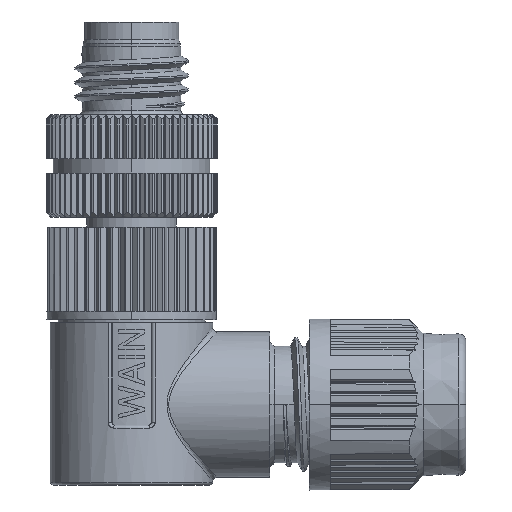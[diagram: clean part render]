
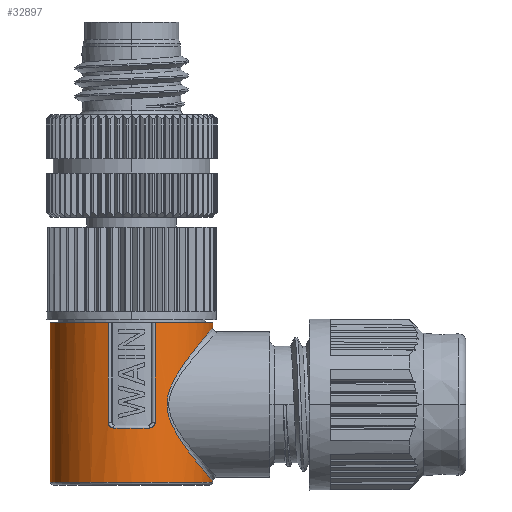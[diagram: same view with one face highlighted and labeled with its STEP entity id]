
A CAD part, left-side view. The second image highlights one B-rep face of the part: STEP entity #32897.
In plain terms, the highlighted cylindrical face has radius 5.7 mm (diameter 11.4 mm), a partial arc.
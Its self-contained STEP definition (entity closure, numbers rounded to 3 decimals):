
#11114=CARTESIAN_POINT('',(0.,0.,-6.7));
#11115=DIRECTION('',(0.,0.,-1.));
#11116=DIRECTION('',(-0.957,0.289,0.));
#11117=AXIS2_PLACEMENT_3D('',#11114,#11115,#11116);
#11133=CARTESIAN_POINT('',(0.,0.,-6.7));
#11134=DIRECTION('',(0.,0.,-1.));
#11135=DIRECTION('',(0.,-1.,0.));
#11136=AXIS2_PLACEMENT_3D('',#11133,#11134,#11135);
#11725=CARTESIAN_POINT('',(0.,-5.7,-7.05));
#11726=CARTESIAN_POINT('',(-0.146,-5.7,
-7.05));
#11727=CARTESIAN_POINT('',(-0.434,-5.689,
-7.063));
#11728=CARTESIAN_POINT('',(-0.842,-5.642,
-7.117));
#11729=CARTESIAN_POINT('',(-1.24,-5.568,
-7.205));
#11730=CARTESIAN_POINT('',(-1.599,-5.475,
-7.314));
#11731=CARTESIAN_POINT('',(-1.965,-5.356,
-7.455));
#11732=CARTESIAN_POINT('',(-2.357,-5.196,
-7.646));
#11733=CARTESIAN_POINT('',(-2.749,-5.,
-7.882));
#11734=CARTESIAN_POINT('',(-3.119,-4.777,
-8.154));
#11735=CARTESIAN_POINT('',(-3.475,-4.526,
-8.467));
#11736=CARTESIAN_POINT('',(-3.812,-4.245,
-8.825));
#11737=CARTESIAN_POINT('',(-4.104,-3.962,
-9.199));
#11738=CARTESIAN_POINT('',(-4.339,-3.701,
-9.56));
#11739=CARTESIAN_POINT('',(-4.522,-3.473,
-9.892));
#11740=CARTESIAN_POINT('',(-4.666,-3.277,
-10.198));
#11741=CARTESIAN_POINT('',(-4.78,-3.107,
-10.483));
#11742=CARTESIAN_POINT('',(-4.872,-2.96,
-10.751));
#11743=CARTESIAN_POINT('',(-4.944,-2.837,
-11.004));
#11744=CARTESIAN_POINT('',(-5.001,-2.735,
-11.24));
#11745=CARTESIAN_POINT('',(-5.044,-2.655,
-11.458));
#11746=CARTESIAN_POINT('',(-5.076,-2.593,
-11.662));
#11747=CARTESIAN_POINT('',(-5.1,-2.545,
-11.858));
#11748=CARTESIAN_POINT('',(-5.117,-2.511,
-12.054));
#11749=CARTESIAN_POINT('',(-5.128,-2.489,
-12.255));
#11750=CARTESIAN_POINT('',(-5.131,-2.482,
-12.459));
#11751=CARTESIAN_POINT('',(-5.127,-2.49,
-12.661));
#11752=CARTESIAN_POINT('',(-5.116,-2.513,
-12.86));
#11753=CARTESIAN_POINT('',(-5.099,-2.549,
-13.058));
#11754=CARTESIAN_POINT('',(-5.072,-2.6,
-13.267));
#11755=CARTESIAN_POINT('',(-5.035,-2.672,
-13.494));
#11756=CARTESIAN_POINT('',(-4.983,-2.768,
-13.741));
#11757=CARTESIAN_POINT('',(-4.915,-2.887,
-14.004));
#11758=CARTESIAN_POINT('',(-4.829,-3.031,
-14.282));
#11759=CARTESIAN_POINT('',(-4.719,-3.2,
-14.577));
#11760=CARTESIAN_POINT('',(-4.579,-3.398,
-14.894));
#11761=CARTESIAN_POINT('',(-4.398,-3.631,
-15.24));
#11762=CARTESIAN_POINT('',(-4.169,-3.893,
-15.608));
#11763=CARTESIAN_POINT('',(-3.896,-4.167,
-15.974));
#11764=CARTESIAN_POINT('',(-3.597,-4.427,
-16.308));
#11765=CARTESIAN_POINT('',(-3.28,-4.668,
-16.611));
#11766=CARTESIAN_POINT('',(-2.913,-4.907,
-16.905));
#11767=CARTESIAN_POINT('',(-2.49,-5.135,
-17.181));
#11768=CARTESIAN_POINT('',(-2.062,-5.32,
-17.402));
#11769=CARTESIAN_POINT('',(-1.625,-5.471,
-17.581));
#11770=CARTESIAN_POINT('',(-1.105,-5.601,
-17.734));
#11771=CARTESIAN_POINT('',(-0.542,-5.683,
-17.831));
#11772=CARTESIAN_POINT('',(-0.18,-5.7,
-17.85));
#11773=CARTESIAN_POINT('',(0.,-5.7,-17.85));
#11775=DIRECTION('',(0.,0.,-1.));
#11776=VECTOR('',#11775,0.05);
#11777=CARTESIAN_POINT('',(0.,-5.7,-17.85));
#11778=LINE('',#11777,#11776);
#11779=CARTESIAN_POINT('',(0.,0.,-17.9));
#11780=DIRECTION('',(0.,0.,-1.));
#11781=DIRECTION('',(0.,-1.,0.));
#11782=AXIS2_PLACEMENT_3D('',#11779,#11780,#11781);
#11784=DIRECTION('',(0.,0.,1.));
#11785=VECTOR('',#11784,11.2);
#11786=CARTESIAN_POINT('',(0.,5.7,-17.9));
#11787=LINE('',#11786,#11785);
#11788=DIRECTION('',(0.,0.,1.));
#11789=VECTOR('',#11788,7.);
#11790=CARTESIAN_POINT('',(-5.456,1.649,
-13.7));
#11791=LINE('',#11790,#11789);
#11792=CARTESIAN_POINT('',(-5.562,1.249,
-14.1));
#11793=CARTESIAN_POINT('',(-5.553,1.286,
-14.1));
#11794=CARTESIAN_POINT('',(-5.536,1.358,
-14.09));
#11795=CARTESIAN_POINT('',(-5.51,1.461,
-14.046));
#11796=CARTESIAN_POINT('',(-5.487,1.543,
-13.979));
#11797=CARTESIAN_POINT('',(-5.471,1.601,
-13.9));
#11798=CARTESIAN_POINT('',(-5.459,1.64,
-13.806));
#11799=CARTESIAN_POINT('',(-5.456,1.649,
-13.737));
#11800=CARTESIAN_POINT('',(-5.456,1.649,
-13.7));
#11802=CARTESIAN_POINT('',(0.,0.,-14.1));
#11803=DIRECTION('',(0.,0.,-1.));
#11804=DIRECTION('',(-0.976,-0.219,0.));
#11805=AXIS2_PLACEMENT_3D('',#11802,#11803,#11804);
#11807=CARTESIAN_POINT('',(-5.456,-1.649,
-13.7));
#11808=CARTESIAN_POINT('',(-5.456,-1.649,
-13.741));
#11809=CARTESIAN_POINT('',(-5.46,-1.638,
-13.816));
#11810=CARTESIAN_POINT('',(-5.472,-1.595,
-13.91));
#11811=CARTESIAN_POINT('',(-5.488,-1.539,
-13.981));
#11812=CARTESIAN_POINT('',(-5.505,-1.477,
-14.032));
#11813=CARTESIAN_POINT('',(-5.522,-1.413,
-14.068));
#11814=CARTESIAN_POINT('',(-5.541,-1.339,
-14.093));
#11815=CARTESIAN_POINT('',(-5.554,-1.28,
-14.1));
#11816=CARTESIAN_POINT('',(-5.562,-1.249,-14.1));
#11818=DIRECTION('',(0.,0.,-1.));
#11819=VECTOR('',#11818,7.);
#11820=CARTESIAN_POINT('',(-5.456,-1.649,-6.7));
#11821=LINE('',#11820,#11819);
#11822=DIRECTION('',(0.,0.,-1.));
#11823=VECTOR('',#11822,0.35);
#11824=CARTESIAN_POINT('',(0.,-5.7,-6.7));
#11825=LINE('',#11824,#11823);
#15315=CARTESIAN_POINT('',(0.,-5.7,-17.9));
#15316=CARTESIAN_POINT('',(0.,5.7,-17.9));
#15317=VERTEX_POINT('',#15315);
#15318=VERTEX_POINT('',#15316);
#15319=CARTESIAN_POINT('',(0.,5.7,-6.7));
#15320=VERTEX_POINT('',#15319);
#15582=CARTESIAN_POINT('',(-5.456,1.649,-6.7));
#15584=VERTEX_POINT('',#15582);
#15588=CARTESIAN_POINT('',(-5.456,1.649,
-13.7));
#15589=VERTEX_POINT('',#15588);
#15590=VERTEX_POINT('',#11792);
#15592=CARTESIAN_POINT('',(-5.562,-1.249,-14.1));
#15593=VERTEX_POINT('',#15592);
#15596=VERTEX_POINT('',#11807);
#15599=CARTESIAN_POINT('',(-5.456,-1.649,-6.7));
#15601=VERTEX_POINT('',#15599);
#15622=CARTESIAN_POINT('',(0.,-5.7,-6.7));
#15623=VERTEX_POINT('',#15622);
#15628=VERTEX_POINT('',#11725);
#15629=VERTEX_POINT('',#11773);
#32870=CARTESIAN_POINT('',(0.,0.,-13.9));
#32871=DIRECTION('',(0.,0.,-1.));
#32872=DIRECTION('',(0.,1.,0.));
#32873=AXIS2_PLACEMENT_3D('',#32870,#32871,#32872);
#32874=CYLINDRICAL_SURFACE('',#32873,5.7);
#32876=ORIENTED_EDGE('',*,*,#32875,.T.);
#32878=ORIENTED_EDGE('',*,*,#32877,.T.);
#32880=ORIENTED_EDGE('',*,*,#32879,.T.);
#32882=ORIENTED_EDGE('',*,*,#32881,.T.);
#32883=ORIENTED_EDGE('',*,*,#31705,.F.);
#32884=ORIENTED_EDGE('',*,*,#31749,.F.);
#32885=ORIENTED_EDGE('',*,*,#32861,.F.);
#32887=ORIENTED_EDGE('',*,*,#32886,.F.);
#32889=ORIENTED_EDGE('',*,*,#32888,.F.);
#32891=ORIENTED_EDGE('',*,*,#32890,.F.);
#32892=ORIENTED_EDGE('',*,*,#31721,.F.);
#32894=ORIENTED_EDGE('',*,*,#32893,.T.);
#32895=EDGE_LOOP('',(#32876,#32878,#32880,#32882,#32883,#32884,#32885,#32887,
#32889,#32891,#32892,#32894));
#32896=FACE_OUTER_BOUND('',#32895,.F.);
#32897=ADVANCED_FACE('',(#32896),#32874,.T.);
#11118=CIRCLE('',#11117,5.7);
#11137=CIRCLE('',#11136,5.7);
#11774=B_SPLINE_CURVE_WITH_KNOTS('',3,(#11725,#11726,#11727,#11728,#11729,
#11730,#11731,#11732,#11733,#11734,#11735,#11736,#11737,#11738,#11739,#11740,
#11741,#11742,#11743,#11744,#11745,#11746,#11747,#11748,#11749,#11750,#11751,
#11752,#11753,#11754,#11755,#11756,#11757,#11758,#11759,#11760,#11761,#11762,
#11763,#11764,#11765,#11766,#11767,#11768,#11769,#11770,#11771,#11772,#11773),
.UNSPECIFIED.,.F.,.F.,(4,1,1,1,1,1,1,1,1,1,1,1,1,1,1,1,1,1,1,1,1,1,1,1,1,1,1,1,
1,1,1,1,1,1,1,1,1,1,1,1,1,1,1,1,1,1,4),(0.,0.022,
0.043,0.065,0.087,0.109,
0.13,0.152,0.174,0.196,
0.217,0.239,0.261,0.283,
0.304,0.326,0.348,0.37,
0.391,0.413,0.435,0.457,
0.478,0.5,0.522,0.543,0.565,
0.587,0.609,0.63,0.652,
0.674,0.696,0.717,0.739,
0.761,0.783,0.804,0.826,
0.848,0.87,0.891,0.913,
0.935,0.957,0.978,1.),.UNSPECIFIED.);
#11783=CIRCLE('',#11782,5.7);
#11801=B_SPLINE_CURVE_WITH_KNOTS('',3,(#11792,#11793,#11794,#11795,#11796,
#11797,#11798,#11799,#11800),.UNSPECIFIED.,.F.,.F.,(4,1,1,1,1,1,4),(0.,
0.167,0.333,0.5,0.667,0.833,
1.),.UNSPECIFIED.);
#11806=CIRCLE('',#11805,5.7);
#11817=B_SPLINE_CURVE_WITH_KNOTS('',3,(#11807,#11808,#11809,#11810,#11811,
#11812,#11813,#11814,#11815,#11816),.UNSPECIFIED.,.F.,.F.,(4,1,1,1,1,1,1,4),(
0.,0.143,0.286,0.429,0.571,
0.714,0.857,1.),.UNSPECIFIED.);
#31705=EDGE_CURVE('',#15584,#15320,#11118,.T.);
#31721=EDGE_CURVE('',#15623,#15601,#11137,.T.);
#31749=EDGE_CURVE('',#15589,#15584,#11791,.T.);
#32861=EDGE_CURVE('',#15590,#15589,#11801,.T.);
#32875=EDGE_CURVE('',#15628,#15629,#11774,.T.);
#32877=EDGE_CURVE('',#15629,#15317,#11778,.T.);
#32879=EDGE_CURVE('',#15317,#15318,#11783,.T.);
#32881=EDGE_CURVE('',#15318,#15320,#11787,.T.);
#32886=EDGE_CURVE('',#15593,#15590,#11806,.T.);
#32888=EDGE_CURVE('',#15596,#15593,#11817,.T.);
#32890=EDGE_CURVE('',#15601,#15596,#11821,.T.);
#32893=EDGE_CURVE('',#15623,#15628,#11825,.T.);
